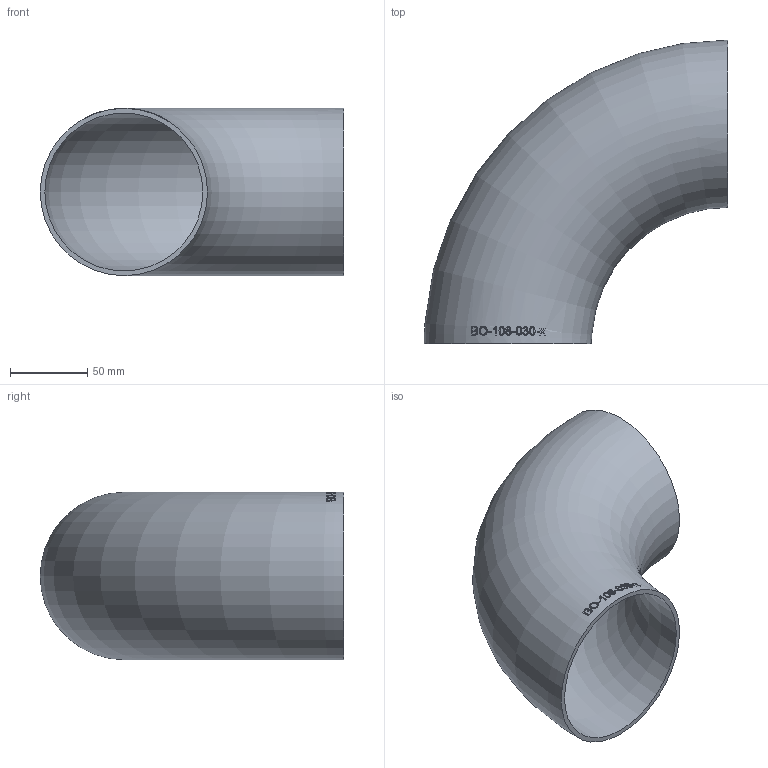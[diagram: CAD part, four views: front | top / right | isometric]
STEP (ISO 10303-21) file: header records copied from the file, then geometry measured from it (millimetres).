
FILE_DESCRIPTION (( 'STEP AP214' ), '1' );
FILE_NAME ('BO-108-030-x Bogen 1910.STEP', '2019-10-31T09:03:39', ( '' ), ( '' ), 'SwSTEP 2.0', 'SolidWorks 2016', '' );
FILE_SCHEMA (( 'AUTOMOTIVE_DESIGN' ));
Length unit declared in the file: millimetre
Products named in the file (1): BO-108-030-x Bogen 1910
Bounding box: 196 x 196 x 108 mm (x, y, z)
Volume: 220725.7 mm3; surface area: 149160 mm2
Topology: 1 solids, 1 shells, 139 faces, 355 edges, 237 vertices
Faces by surface type: bspline 72, plane 45, torus 22
Entity records: 8017 total; most frequent: CARTESIAN_POINT 3902, ORIENTED_EDGE 698, EDGE_CURVE 349, DIRECTION 259, VERTEX_POINT 234, B_SPLINE_CURVE_WITH_KNOTS 230, EDGE_LOOP 163, FACE_OUTER_BOUND 141
